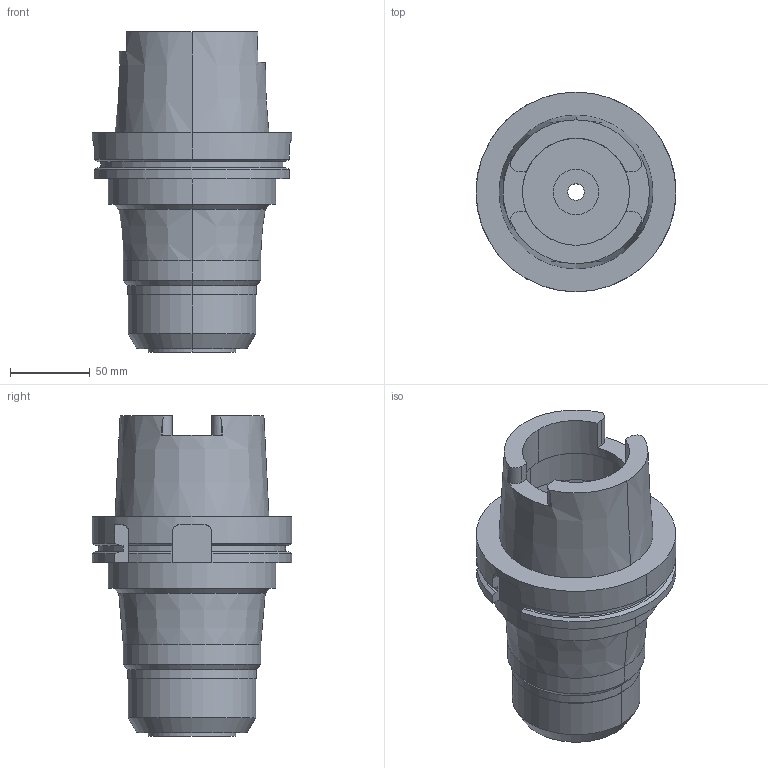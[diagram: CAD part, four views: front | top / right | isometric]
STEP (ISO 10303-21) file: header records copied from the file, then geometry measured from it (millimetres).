
FILE_DESCRIPTION((''),'2;1');
FILE_NAME('HSK-A125-MEGA32DS-135','2018-12-04T',('ykawabe'),(''),'CREO PARAMETRIC BY PTC INC, 2016380','CREO PARAMETRIC BY PTC INC, 2016380','');
FILE_SCHEMA(('AUTOMOTIVE_DESIGN { 1 0 10303 214 1 1 1 1 }'));
Length unit declared in the file: millimetre
Products named in the file (1): HSK-A125-MEGA32DS-135
Bounding box: 125 x 125 x 200.4 mm (x, y, z)
Volume: 993130 mm3; surface area: 111827.9 mm2
Topology: 1 solids, 1 shells, 99 faces, 262 edges, 172 vertices
Faces by surface type: cylinder 41, plane 38, cone 18, torus 2
Entity records: 4155 total; most frequent: CARTESIAN_POINT 667, DIRECTION 564, ORIENTED_EDGE 524, PRESENTATION_STYLE_ASSIGNMENT 267, STYLED_ITEM 267, CURVE_STYLE 266, EDGE_CURVE 262, AXIS2_PLACEMENT_3D 223
